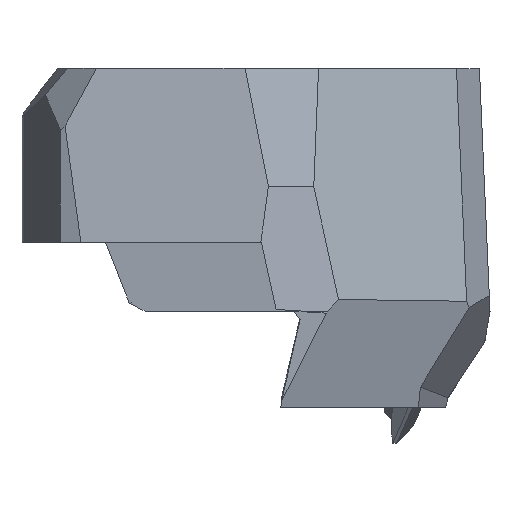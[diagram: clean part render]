
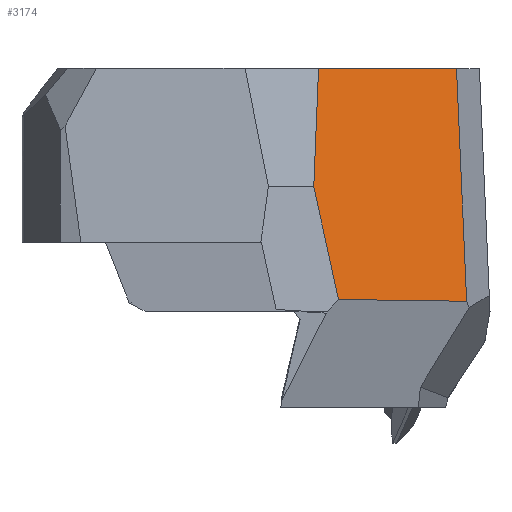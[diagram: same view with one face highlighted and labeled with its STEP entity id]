
A CAD part, top view. The second image highlights one B-rep face of the part: STEP entity #3174.
In plain terms, the highlighted planar face has unit normal (0.626, 0.07, 0.776).
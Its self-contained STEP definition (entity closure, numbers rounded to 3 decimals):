
#160=FACE_OUTER_BOUND('',#327,.T.);
#327=EDGE_LOOP('',(#2468,#2469,#2470,#2471,#2472));
#532=LINE('',#4530,#950);
#657=LINE('',#4843,#1075);
#658=LINE('',#4847,#1076);
#659=LINE('',#4848,#1077);
#660=LINE('',#4849,#1078);
#950=VECTOR('',#3661,10.);
#1075=VECTOR('',#3904,1000.);
#1076=VECTOR('',#3907,10.);
#1077=VECTOR('',#3908,1000.);
#1078=VECTOR('',#3909,1000.);
#1354=VERTEX_POINT('',#4527);
#1355=VERTEX_POINT('',#4529);
#1444=VERTEX_POINT('',#4841);
#1445=VERTEX_POINT('',#4845);
#1446=VERTEX_POINT('',#4846);
#1684=EDGE_CURVE('',#1355,#1354,#532,.T.);
#1825=EDGE_CURVE('',#1444,#1354,#657,.T.);
#1826=EDGE_CURVE('',#1445,#1446,#658,.T.);
#1827=EDGE_CURVE('',#1355,#1445,#659,.T.);
#1828=EDGE_CURVE('',#1446,#1444,#660,.T.);
#2468=ORIENTED_EDGE('',*,*,#1826,.F.);
#2469=ORIENTED_EDGE('',*,*,#1827,.F.);
#2470=ORIENTED_EDGE('',*,*,#1684,.T.);
#2471=ORIENTED_EDGE('',*,*,#1825,.F.);
#2472=ORIENTED_EDGE('',*,*,#1828,.F.);
#3024=PLANE('',#3378);
#3174=ADVANCED_FACE('',(#160),#3024,.T.);
#3378=AXIS2_PLACEMENT_3D('',#4844,#3905,#3906);
#3661=DIRECTION('',(-0.778,0.,0.628));
#3904=DIRECTION('',(0.04,0.992,-0.121));
#3905=DIRECTION('center_axis',(0.626,0.07,0.776));
#3906=DIRECTION('ref_axis',(0.778,0.,-0.628));
#3907=DIRECTION('',(-0.779,0.01,0.627));
#3908=DIRECTION('',(0.044,-0.998,0.054));
#3909=DIRECTION('',(-0.214,0.973,0.085));
#4527=CARTESIAN_POINT('',(18.252,42.,128.173));
#4529=CARTESIAN_POINT('',(33.815,42.,115.616));
#4530=CARTESIAN_POINT('',(33.764,42.,115.656));
#4841=CARTESIAN_POINT('',(17.714,28.649,129.808));
#4843=CARTESIAN_POINT('',(17.648,27.021,130.007));
#4844=CARTESIAN_POINT('Origin',(34.086,26.926,116.751));
#4845=CARTESIAN_POINT('',(34.96,15.758,117.049));
#4846=CARTESIAN_POINT('',(20.507,15.939,128.696));
#4847=CARTESIAN_POINT('',(32.409,15.79,119.105));
#4848=CARTESIAN_POINT('',(34.32,30.435,116.247));
#4849=CARTESIAN_POINT('',(19.487,20.579,129.101));
